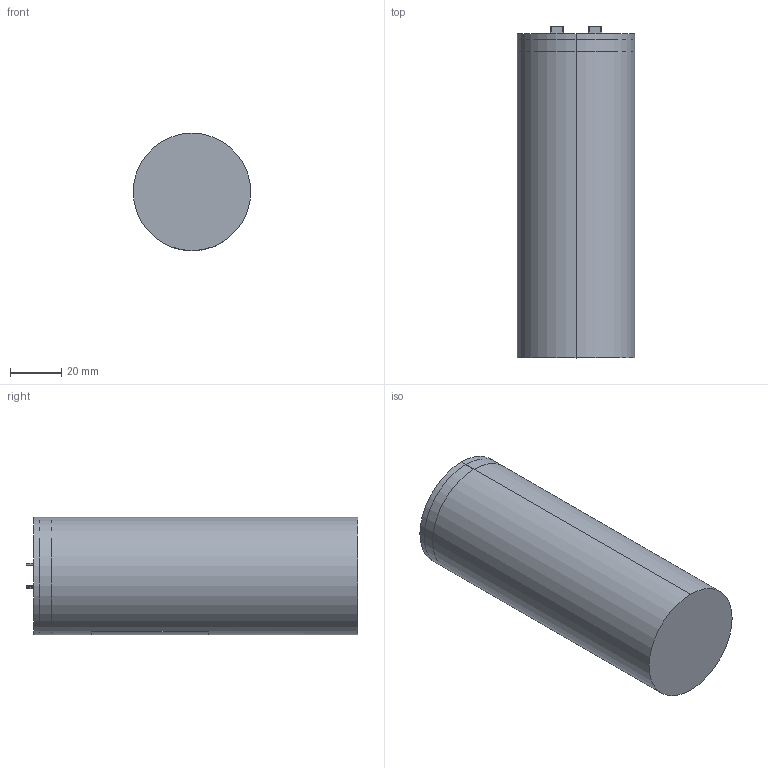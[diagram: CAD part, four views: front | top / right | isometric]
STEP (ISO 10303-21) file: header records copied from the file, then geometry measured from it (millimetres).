
FILE_DESCRIPTION (( 'STEP AP203' ), '1' );
FILE_NAME ('119-5635.STEP', '2024-12-02T13:45:01', ( '' ), ( '' ), 'SwSTEP 2.0', 'SolidWorks 2022', '' );
FILE_SCHEMA (( 'CONFIG_CONTROL_DESIGN' ));
Length unit declared in the file: millimetre
Products named in the file (1): 119-5635
Bounding box: 46 x 130 x 46.1 mm (x, y, z)
Volume: 200011 mm3; surface area: 23404.2 mm2
Topology: 1 solids, 1 shells, 325 faces, 807 edges, 460 vertices
Faces by surface type: cylinder 144, plane 89, torus 58, sphere 32, cone 2
Entity records: 9490 total; most frequent: DIRECTION 1779, CARTESIAN_POINT 1681, ORIENTED_EDGE 1550, EDGE_CURVE 775, AXIS2_PLACEMENT_3D 706, VERTEX_POINT 460, CIRCLE 380, LINE 367
